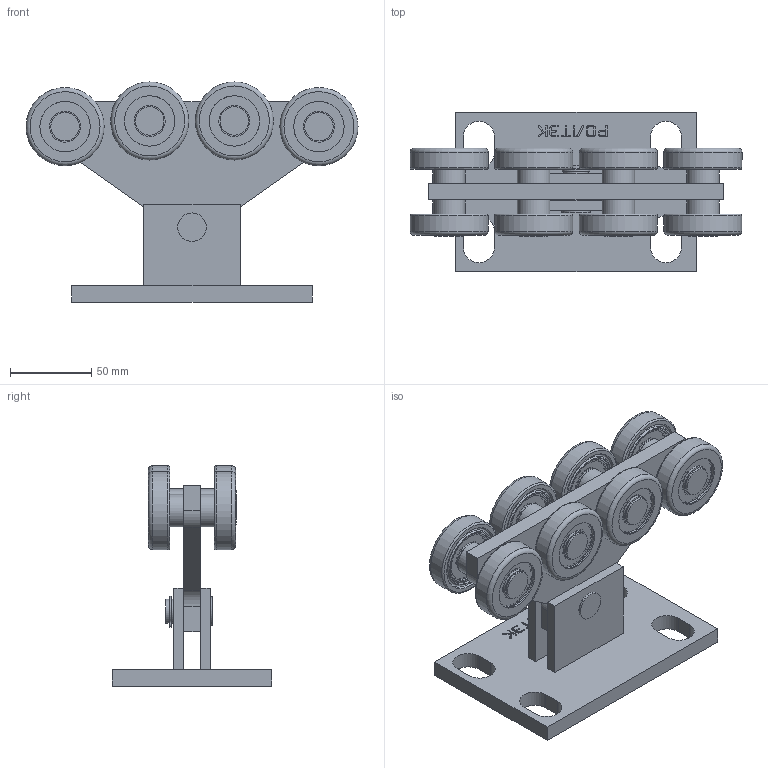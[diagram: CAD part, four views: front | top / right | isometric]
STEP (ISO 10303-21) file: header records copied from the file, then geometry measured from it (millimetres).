
FILE_DESCRIPTION(('STEP AP203'), '1');
FILE_NAME('ÐË003.05.00.000 ÑÁ Îïîðà ðîëèêîâàÿ ÝÊÎ', '', ('UNSPECIFIED'), ('UNSPECIFIED'), 'ASCON STEP Converter 1.6', 'ASCON Math Kernel', '');
FILE_SCHEMA(('CONFIG_CONTROL_DESIGN'));
Length unit declared in the file: millimetre
Products named in the file (25): 倓003.05.00.000; 倓003.05.02.000 ; 倓003.05.02.001; 倓003.05.02.002; 倓003.05.10.000; 倓003.06.00.001; 倓003.05.01.000; 倓003.05.01.001; 倓003.05.00.004; 倓003.05.00.003; 倓 003.05.00.002; Ñòîïîðíîå êîëüöî DIN.471 Ô15
Assembly tree (58 placements, depth 5):
  倓003.05.00.000
    倓003.05.02.000 
      倓003.05.02.001
      倓003.05.02.002
      倓003.05.02.002
    倓003.05.10.000
      倓003.06.00.001
      倓003.05.01.000  x4
        倓003.05.01.001
        (unnamed)
          (unnamed)
          (unnamed)
          (unnamed)  x9
          (unnamed)  x2
      倓003.05.00.004  x4
      倓003.05.00.003  x8
      倓003.05.01.000  x4
        倓003.05.01.001
        (unnamed)
          (unnamed)
          (unnamed)
          (unnamed)  x9
          (unnamed)  x2
    倓 003.05.00.002
    Ñòîïîðíîå êîëüöî DIN.471 Ô15
Bounding box: 204 x 98 x 135.3 mm (x, y, z)
Volume: 435369.1 mm3; surface area: 203528.6 mm2
Topology: 130 solids, 130 shells, 910 faces, 2016 edges, 1305 vertices
Faces by surface type: cylinder 423, plane 302, torus 85, sphere 72, cone 28
Full cylindrical faces by diameter (mm): 1.7 x2, 12.9 x1, 14.96 x5, 15 x16, 16 x8, 17.5 x5, 19 x32, 20 x8, 20.4 x16, 29.6 x16, 31 x24, 32 x32, 35 x16, 48 x8
Entity records: 20565 total; most frequent: DIRECTION 2829, CARTESIAN_POINT 2493, ORIENTED_EDGE 2288, EDGE_CURVE 1144, AXIS2_PLACEMENT_3D 1143, VERTEX_POINT 807, EDGE_LOOP 637, CIRCLE 601
